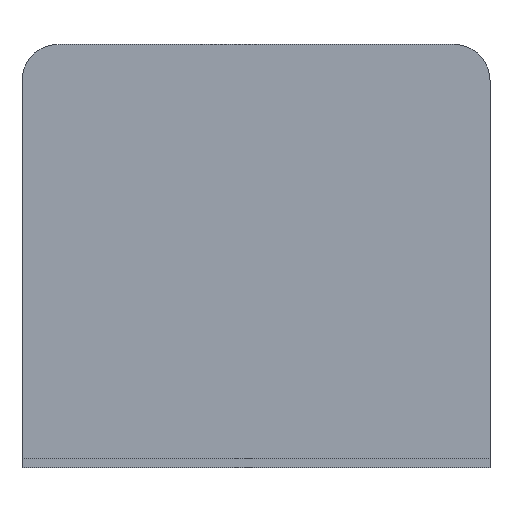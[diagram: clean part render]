
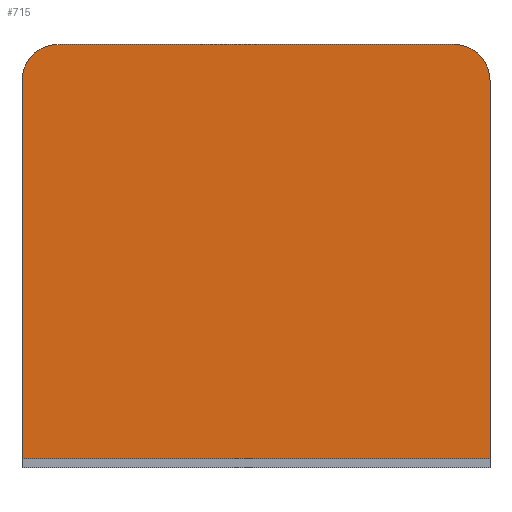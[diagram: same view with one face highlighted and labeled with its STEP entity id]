
A CAD part, front view. The second image highlights one B-rep face of the part: STEP entity #715.
In plain terms, the highlighted planar face has unit normal (0, -1, 0).
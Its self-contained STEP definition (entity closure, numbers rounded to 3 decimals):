
#41=PLANE('',#793);
#77=FACE_OUTER_BOUND('',#117,.T.);
#117=EDGE_LOOP('',(#659,#660,#661,#662,#663,#664));
#145=LINE('',#1078,#219);
#162=LINE('',#1117,#236);
#181=LINE('',#1177,#255);
#190=LINE('',#1196,#264);
#219=VECTOR('',#863,10.);
#236=VECTOR('',#892,10.);
#255=VECTOR('',#959,10.);
#264=VECTOR('',#982,10.);
#277=CIRCLE('',#748,2.);
#280=CIRCLE('',#754,2.);
#317=VERTEX_POINT('',#1057);
#318=VERTEX_POINT('',#1058);
#326=VERTEX_POINT('',#1076);
#334=VERTEX_POINT('',#1097);
#342=VERTEX_POINT('',#1115);
#359=VERTEX_POINT('',#1175);
#391=EDGE_CURVE('',#317,#318,#277,.T.);
#401=EDGE_CURVE('',#326,#317,#145,.T.);
#412=EDGE_CURVE('',#334,#326,#280,.T.);
#421=EDGE_CURVE('',#342,#334,#162,.T.);
#452=EDGE_CURVE('',#342,#359,#181,.T.);
#462=EDGE_CURVE('',#318,#359,#190,.T.);
#659=ORIENTED_EDGE('',*,*,#391,.F.);
#660=ORIENTED_EDGE('',*,*,#401,.F.);
#661=ORIENTED_EDGE('',*,*,#412,.F.);
#662=ORIENTED_EDGE('',*,*,#421,.F.);
#663=ORIENTED_EDGE('',*,*,#452,.T.);
#664=ORIENTED_EDGE('',*,*,#462,.F.);
#715=ADVANCED_FACE('',(#77),#41,.T.);
#748=AXIS2_PLACEMENT_3D('',#1059,#849,#850);
#754=AXIS2_PLACEMENT_3D('',#1099,#879,#880);
#793=AXIS2_PLACEMENT_3D('',#1204,#995,#996);
#849=DIRECTION('center_axis',(0.,1.,0.));
#850=DIRECTION('ref_axis',(0.707,0.,0.707));
#863=DIRECTION('',(1.,0.,0.));
#879=DIRECTION('center_axis',(0.,1.,0.));
#880=DIRECTION('ref_axis',(-0.707,0.,0.707));
#892=DIRECTION('',(0.,0.,1.));
#959=DIRECTION('',(1.,0.,0.));
#982=DIRECTION('',(0.,0.,-1.));
#995=DIRECTION('center_axis',(0.,-1.,0.));
#996=DIRECTION('ref_axis',(0.,0.,-1.));
#1057=CARTESIAN_POINT('',(11.,-3.,18.));
#1058=CARTESIAN_POINT('',(13.,-3.,16.));
#1059=CARTESIAN_POINT('Origin',(11.,-3.,16.));
#1076=CARTESIAN_POINT('',(-11.,-3.,18.));
#1078=CARTESIAN_POINT('',(0.,-3.,18.));
#1097=CARTESIAN_POINT('',(-13.,-3.,16.));
#1099=CARTESIAN_POINT('Origin',(-11.,-3.,16.));
#1115=CARTESIAN_POINT('',(-13.,-3.,-5.));
#1117=CARTESIAN_POINT('',(-13.,-3.,18.));
#1175=CARTESIAN_POINT('',(13.,-3.,-5.));
#1177=CARTESIAN_POINT('',(0.,-3.,-5.));
#1196=CARTESIAN_POINT('',(13.,-3.,18.));
#1204=CARTESIAN_POINT('Origin',(0.,-3.,18.));
